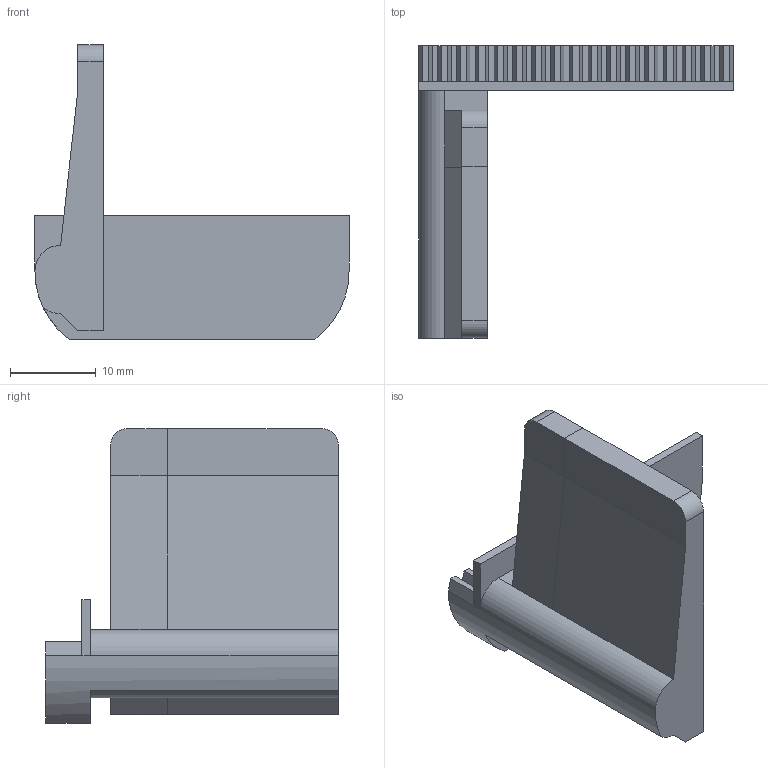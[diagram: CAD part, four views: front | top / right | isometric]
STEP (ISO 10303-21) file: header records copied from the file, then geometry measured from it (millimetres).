
FILE_DESCRIPTION(('FreeCAD Model'),'2;1');
FILE_NAME('Open CASCADE Shape Model','2024-08-14T10:07:29',('Author'),( ''),'Open CASCADE STEP processor 7.6','FreeCAD','Unknown');
FILE_SCHEMA(('AUTOMOTIVE_DESIGN { 1 0 10303 214 1 1 1 1 }'));
Length unit declared in the file: millimetre
Products named in the file (1): Gripper_Right_0_001
Bounding box: 36.74 x 34.25 x 34.5 mm (x, y, z)
Volume: 6103.5 mm3; surface area: 3969.2 mm2
Topology: 1 solids, 1 shells, 99 faces, 281 edges, 184 vertices
Faces by surface type: plane 93, cylinder 6
Entity records: 3170 total; most frequent: CARTESIAN_POINT 565, ORIENTED_EDGE 562, DIRECTION 494, EDGE_CURVE 281, LINE 268, VECTOR 268, VERTEX_POINT 184, AXIS2_PLACEMENT_3D 113
